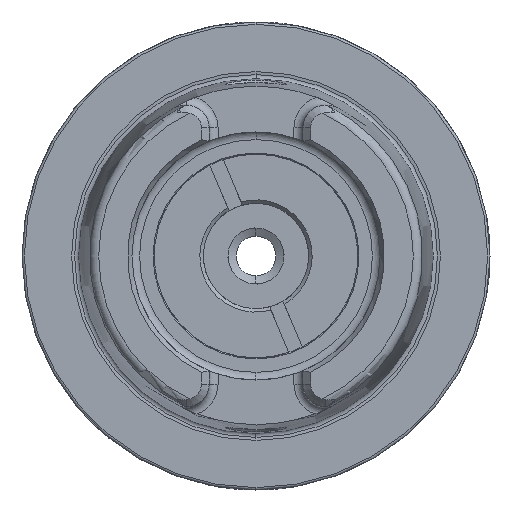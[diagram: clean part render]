
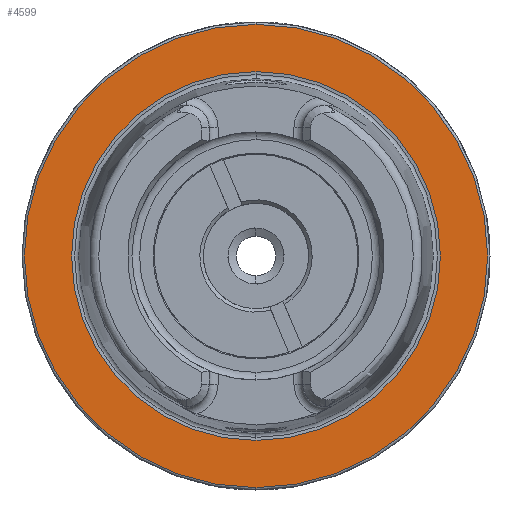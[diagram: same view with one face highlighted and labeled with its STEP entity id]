
A CAD part, left-side view. The second image highlights one B-rep face of the part: STEP entity #4599.
In plain terms, the highlighted planar face has unit normal (-1, 0, 0).
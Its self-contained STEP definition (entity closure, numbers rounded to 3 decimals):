
#51 = AXIS2_PLACEMENT_3D ( 'NONE', #1837, #7622, #2680 ) ;
#259 = EDGE_CURVE ( 'NONE', #5776, #10668, #760, .T. ) ;
#293 = DIRECTION ( 'NONE',  ( -1., 0., 0. ) ) ;
#406 = ORIENTED_EDGE ( 'NONE', *, *, #8185, .F. ) ;
#760 = CIRCLE ( 'NONE', #7233, 49.5 ) ;
#774 = DIRECTION ( 'NONE',  ( 1., 0., 0. ) ) ;
#964 = CARTESIAN_POINT ( 'NONE',  ( 0., 0., -39.405 ) ) ;
#1221 = EDGE_CURVE ( 'NONE', #10668, #5776, #9411, .T. ) ;
#1503 = ORIENTED_EDGE ( 'NONE', *, *, #1221, .T. ) ;
#1837 = CARTESIAN_POINT ( 'NONE',  ( 0., 0., 0. ) ) ;
#1854 = EDGE_LOOP ( 'NONE', ( #1503, #6336 ) ) ;
#2680 = DIRECTION ( 'NONE',  ( 0., 0., 1. ) ) ;
#3751 = CARTESIAN_POINT ( 'NONE',  ( 0., 0., 0. ) ) ;
#3819 = DIRECTION ( 'NONE',  ( -1., 0., 0. ) ) ;
#3914 = DIRECTION ( 'NONE',  ( 0., 0., 1. ) ) ;
#4599 = ADVANCED_FACE ( 'NONE', ( #10398, #10643 ), #5675, .F. ) ;
#4835 = CIRCLE ( 'NONE', #10170, 39.405 ) ;
#5197 = CARTESIAN_POINT ( 'NONE',  ( 0., 0., 0. ) ) ;
#5513 = VERTEX_POINT ( 'NONE', #964 ) ;
#5675 = PLANE ( 'NONE',  #8819 ) ;
#5776 = VERTEX_POINT ( 'NONE', #10332 ) ;
#5974 = CARTESIAN_POINT ( 'NONE',  ( 0., 0., 49.5 ) ) ;
#6021 = DIRECTION ( 'NONE',  ( 0., 0., 1. ) ) ;
#6336 = ORIENTED_EDGE ( 'NONE', *, *, #259, .T. ) ;
#6519 = DIRECTION ( 'NONE',  ( 0., 0., -1. ) ) ;
#6656 = CARTESIAN_POINT ( 'NONE',  ( 0., 0., 0. ) ) ;
#6682 = DIRECTION ( 'NONE',  ( -1., 0., 0. ) ) ;
#6696 = DIRECTION ( 'NONE',  ( 0., 0., 1. ) ) ;
#7222 = EDGE_CURVE ( 'NONE', #10589, #5513, #10433, .T. ) ;
#7233 = AXIS2_PLACEMENT_3D ( 'NONE', #3751, #3819, #3914 ) ;
#7622 = DIRECTION ( 'NONE',  ( -1., 0., 0. ) ) ;
#7686 = EDGE_LOOP ( 'NONE', ( #10110, #406 ) ) ;
#8169 = CARTESIAN_POINT ( 'NONE',  ( 0., 49.5, 0. ) ) ;
#8185 = EDGE_CURVE ( 'NONE', #5513, #10589, #4835, .T. ) ;
#8819 = AXIS2_PLACEMENT_3D ( 'NONE', #8169, #774, #6519 ) ;
#9258 = CARTESIAN_POINT ( 'NONE',  ( 0., 0., 39.405 ) ) ;
#9411 = CIRCLE ( 'NONE', #9972, 49.5 ) ;
#9972 = AXIS2_PLACEMENT_3D ( 'NONE', #6656, #6682, #6696 ) ;
#10110 = ORIENTED_EDGE ( 'NONE', *, *, #7222, .F. ) ;
#10170 = AXIS2_PLACEMENT_3D ( 'NONE', #5197, #293, #6021 ) ;
#10332 = CARTESIAN_POINT ( 'NONE',  ( 0., 0., -49.5 ) ) ;
#10398 = FACE_BOUND ( 'NONE', #7686, .T. ) ;
#10433 = CIRCLE ( 'NONE', #51, 39.405 ) ;
#10589 = VERTEX_POINT ( 'NONE', #9258 ) ;
#10643 = FACE_OUTER_BOUND ( 'NONE', #1854, .T. ) ;
#10668 = VERTEX_POINT ( 'NONE', #5974 ) ;
